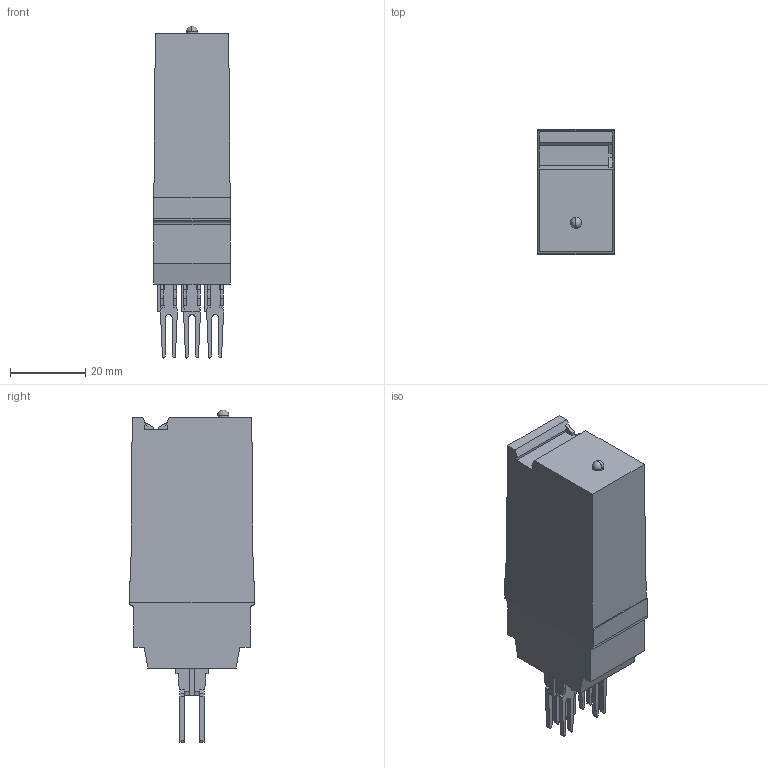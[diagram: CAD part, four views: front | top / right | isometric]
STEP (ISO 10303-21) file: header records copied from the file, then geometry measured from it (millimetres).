
FILE_DESCRIPTION(('Creo Elements/Direct Modeling STEP Export'),'2;1');
FILE_NAME('model.stp','2020-06-03T11:34:56',(''),(''),'Creo Elements/Direct Modeling STEP processor for AP214 (Solid Model)','Creo Elements/Direct Modeling 20.1A 29-Sep-2018 (C) Parametric Technology GmbH','');
FILE_SCHEMA(('AUTOMOTIVE_DESIGN { 1 0 10303 214 1 1 1 1 }'));
Length unit declared in the file: millimetre
Products named in the file (2): ST-REL3-KG..._21...-select
Assembly tree (1 placements, depth 2):
  ST-REL3-KG..._21...-select
    ST-REL3-KG..._21...-select
Bounding box: 20.4 x 33.2 x 88.4 mm (x, y, z)
Volume: 42575.1 mm3; surface area: 9426.6 mm2
Topology: 1 solids, 1 shells, 262 faces, 755 edges, 497 vertices
Faces by surface type: plane 241, cylinder 19, sphere 2
Entity records: 10154 total; most frequent: ORIENTED_EDGE 1506, CARTESIAN_POINT 1427, DIRECTION 1178, EDGE_CURVE 753, VECTOR 682, LINE 682, VERTEX_POINT 497, EDGE_LOOP 266
